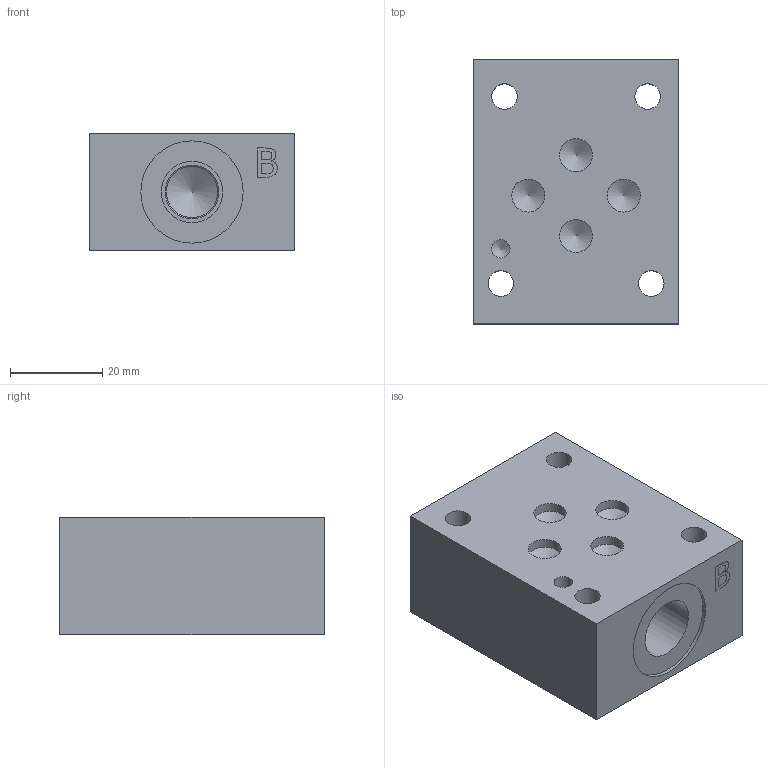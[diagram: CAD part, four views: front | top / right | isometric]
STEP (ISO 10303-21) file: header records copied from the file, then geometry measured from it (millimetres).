
FILE_DESCRIPTION(/* description */ (''),/* implementation_level */ '2;1');
FILE_NAME(/* name */ '_D03TPAB4B.stp',/* time_stamp */ '2021-12-22T08:28:11-05:00',/* author */ ('jrf'),/* organization */ (''),/* preprocessor_version */ 'ST-DEVELOPER v18.1',/* originating_system */ 'Autodesk Inventor 2022',/* authorisation */ '');
FILE_SCHEMA (('AUTOMOTIVE_DESIGN { 1 0 10303 214 3 1 1 }'));
Length unit declared in the file: millimetre
Products named in the file (1): Part_AD03TPAB4B.B01854R1_3D
Bounding box: 44.45 x 57.15 x 25.4 mm (x, y, z)
Volume: 55190.8 mm3; surface area: 14060.4 mm2
Topology: 1 solids, 1 shells, 430 faces, 1136 edges, 752 vertices
Faces by surface type: plane 287, bspline 97, cylinder 29, cone 17
Full cylindrical faces by diameter (mm): 3.175 x1, 3.962 x1, 5.537 x4, 7.137 x8, 11.1 x2, 11.684 x2, 12.7 x4, 13.259 x2, 22.123 x2
Entity records: 14052 total; most frequent: CARTESIAN_POINT 3634, ORIENTED_EDGE 2248, DIRECTION 1656, EDGE_CURVE 1124, LINE 866, VECTOR 866, VERTEX_POINT 752, EDGE_LOOP 494
